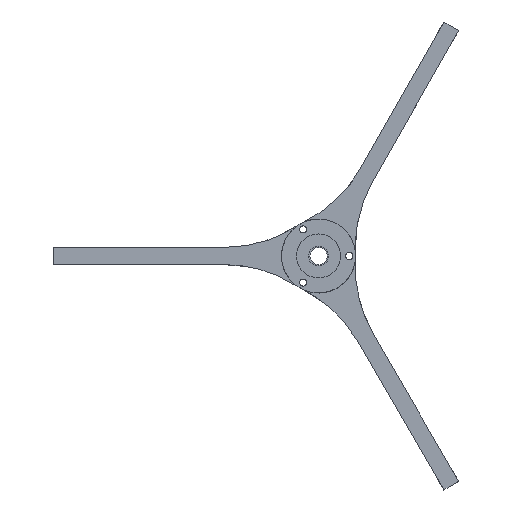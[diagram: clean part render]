
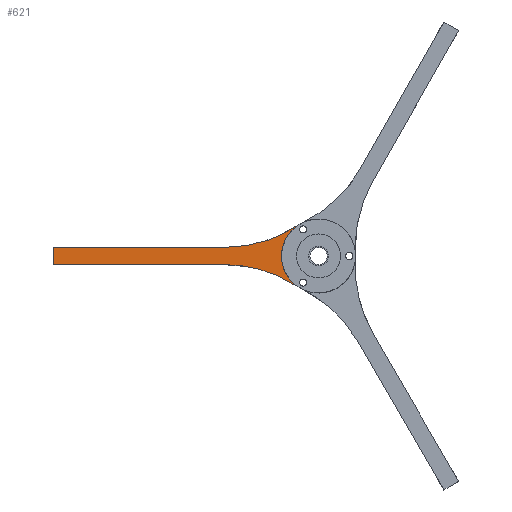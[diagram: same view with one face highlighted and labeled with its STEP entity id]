
A CAD part, top view. The second image highlights one B-rep face of the part: STEP entity #621.
In plain terms, the highlighted planar face has unit normal (0, 0, 1).
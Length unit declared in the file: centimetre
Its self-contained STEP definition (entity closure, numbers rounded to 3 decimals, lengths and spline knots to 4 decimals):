
#44=PLANE('',#679);
#64=B_SPLINE_CURVE_WITH_KNOTS('',3,(#1047,#1048,#1049,#1050,#1051,#1052,
#1053),.UNSPECIFIED.,.F.,.F.,(4,3,4),(0.,1.3621,3.1781),
 .UNSPECIFIED.);
#67=B_SPLINE_CURVE_WITH_KNOTS('',3,(#1093,#1094,#1095,#1096,#1097,#1098,
#1099),.UNSPECIFIED.,.F.,.F.,(4,3,4),(0.,1.3621,3.1783),
 .UNSPECIFIED.);
#108=FACE_OUTER_BOUND('',#154,.T.);
#154=EDGE_LOOP('',(#537,#538,#539,#540,#541,#542));
#171=LINE('',#1068,#206);
#190=LINE('',#1218,#225);
#193=LINE('',#1222,#228);
#206=VECTOR('',#733,1.);
#225=VECTOR('',#812,1.);
#228=VECTOR('',#817,1.);
#243=CIRCLE('',#641,1.5069);
#277=VERTEX_POINT('',#912);
#278=VERTEX_POINT('',#917);
#290=VERTEX_POINT('',#1046);
#292=VERTEX_POINT('',#1067);
#294=VERTEX_POINT('',#1092);
#317=VERTEX_POINT('',#1217);
#339=EDGE_CURVE('',#278,#277,#243,.T.);
#356=EDGE_CURVE('',#278,#290,#64,.T.);
#359=EDGE_CURVE('',#292,#290,#171,.T.);
#362=EDGE_CURVE('',#294,#277,#67,.T.);
#398=EDGE_CURVE('',#317,#292,#190,.T.);
#401=EDGE_CURVE('',#294,#317,#193,.T.);
#537=ORIENTED_EDGE('',*,*,#359,.T.);
#538=ORIENTED_EDGE('',*,*,#356,.F.);
#539=ORIENTED_EDGE('',*,*,#339,.T.);
#540=ORIENTED_EDGE('',*,*,#362,.F.);
#541=ORIENTED_EDGE('',*,*,#401,.T.);
#542=ORIENTED_EDGE('',*,*,#398,.T.);
#621=ADVANCED_FACE('',(#108),#44,.T.);
#641=AXIS2_PLACEMENT_3D('',#918,#716,#717);
#679=AXIS2_PLACEMENT_3D('',#1223,#818,#819);
#716=DIRECTION('center_axis',(0.,0.,-1.));
#717=DIRECTION('ref_axis',(-0.973,0.232,0.));
#733=DIRECTION('',(1.,0.,0.));
#812=DIRECTION('',(0.,-1.,0.));
#817=DIRECTION('',(-1.,0.,0.));
#818=DIRECTION('center_axis',(0.,0.,1.));
#819=DIRECTION('ref_axis',(1.,0.,0.));
#912=CARTESIAN_POINT('',(-6.9818,1.2545,1.1));
#917=CARTESIAN_POINT('',(-6.9818,-1.2546,1.1));
#918=CARTESIAN_POINT('Origin',(-6.147,0.,1.1));
#1046=CARTESIAN_POINT('',(-9.9734,-0.3502,1.1));
#1047=CARTESIAN_POINT('Ctrl Pts',(-6.9818,-1.2546,1.1));
#1048=CARTESIAN_POINT('Ctrl Pts',(-7.3549,-1.0063,1.1));
#1049=CARTESIAN_POINT('Ctrl Pts',(-7.7645,-0.801,
1.1));
#1050=CARTESIAN_POINT('Ctrl Pts',(-8.1942,-0.6511,
1.1));
#1051=CARTESIAN_POINT('Ctrl Pts',(-8.7671,-0.4513,
1.1));
#1052=CARTESIAN_POINT('Ctrl Pts',(-9.3758,-0.3502,
1.1));
#1053=CARTESIAN_POINT('Ctrl Pts',(-9.9734,-0.3502,
1.1));
#1067=CARTESIAN_POINT('',(-16.9473,-0.3502,1.1));
#1068=CARTESIAN_POINT('',(-16.9473,-0.3502,1.1));
#1092=CARTESIAN_POINT('',(-9.9736,0.35,1.1));
#1093=CARTESIAN_POINT('Ctrl Pts',(-9.9736,0.35,1.1));
#1094=CARTESIAN_POINT('Ctrl Pts',(-9.5254,0.35,1.1));
#1095=CARTESIAN_POINT('Ctrl Pts',(-9.0706,0.406,1.1));
#1096=CARTESIAN_POINT('Ctrl Pts',(-8.6299,0.5193,1.1));
#1097=CARTESIAN_POINT('Ctrl Pts',(-8.0422,0.6704,1.1));
#1098=CARTESIAN_POINT('Ctrl Pts',(-7.4793,0.9234,1.1));
#1099=CARTESIAN_POINT('Ctrl Pts',(-6.9818,1.2545,1.1));
#1217=CARTESIAN_POINT('',(-16.9473,0.35,1.1));
#1218=CARTESIAN_POINT('',(-16.9473,-0.3502,1.1));
#1222=CARTESIAN_POINT('',(-16.9473,0.35,1.1));
#1223=CARTESIAN_POINT('Origin',(-12.28,-0.0001,1.1));
